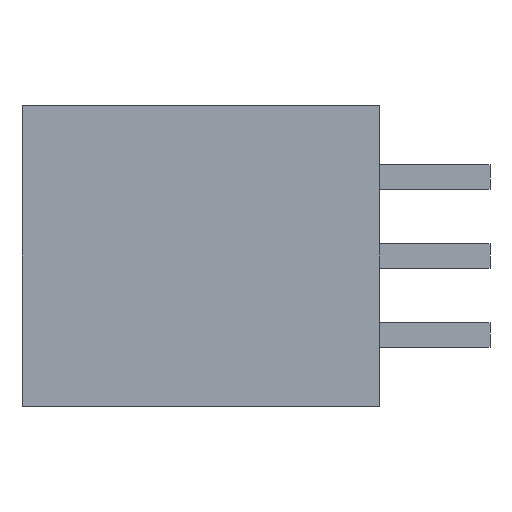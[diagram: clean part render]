
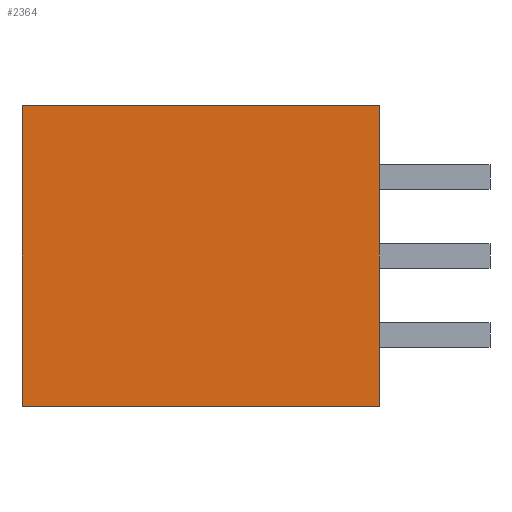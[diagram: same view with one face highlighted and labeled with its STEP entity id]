
A CAD part, left-side view. The second image highlights one B-rep face of the part: STEP entity #2364.
In plain terms, the highlighted planar face has unit normal (-1, 0, 0).
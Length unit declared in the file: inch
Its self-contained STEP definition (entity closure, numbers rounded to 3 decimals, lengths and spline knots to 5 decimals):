
#52 = VERTEX_POINT ( 'NONE', #2082 ) ;
#85 = DIRECTION ( 'NONE',  ( 0., 0., -1. ) ) ;
#260 = DIRECTION ( 'NONE',  ( 0., 0., 1. ) ) ;
#267 = AXIS2_PLACEMENT_3D ( 'NONE', #2713, #1386, #85 ) ;
#299 = EDGE_CURVE ( 'NONE', #2793, #52, #844, .T. ) ;
#374 = LINE ( 'NONE', #695, #2634 ) ;
#443 = LINE ( 'NONE', #547, #521 ) ;
#467 = VERTEX_POINT ( 'NONE', #2453 ) ;
#521 = VECTOR ( 'NONE', #2514, 39.37008 ) ;
#547 = CARTESIAN_POINT ( 'NONE',  ( -0.38, 0.189, -0.187 ) ) ;
#626 = ORIENTED_EDGE ( 'NONE', *, *, #2315, .T. ) ;
#695 = CARTESIAN_POINT ( 'NONE',  ( -0.38, -0.256, -0.187 ) ) ;
#805 = LINE ( 'NONE', #2015, #2403 ) ;
#844 = LINE ( 'NONE', #1130, #2459 ) ;
#1130 = CARTESIAN_POINT ( 'NONE',  ( -0.38, -0.256, 0.187 ) ) ;
#1178 = ORIENTED_EDGE ( 'NONE', *, *, #299, .T. ) ;
#1376 = PLANE ( 'NONE',  #267 ) ;
#1386 = DIRECTION ( 'NONE',  ( 1., 0., 0. ) ) ;
#1642 = VERTEX_POINT ( 'NONE', #2256 ) ;
#1708 = EDGE_CURVE ( 'NONE', #52, #1642, #443, .T. ) ;
#1779 = DIRECTION ( 'NONE',  ( 0., 1., 0. ) ) ;
#1866 = CARTESIAN_POINT ( 'NONE',  ( -0.38, -0.256, 0.187 ) ) ;
#1999 = DIRECTION ( 'NONE',  ( 0., -1., 0. ) ) ;
#2015 = CARTESIAN_POINT ( 'NONE',  ( -0.38, -0.256, -0.187 ) ) ;
#2082 = CARTESIAN_POINT ( 'NONE',  ( -0.38, 0.189, 0.187 ) ) ;
#2256 = CARTESIAN_POINT ( 'NONE',  ( -0.38, 0.189, -0.187 ) ) ;
#2271 = FACE_OUTER_BOUND ( 'NONE', #2342, .T. ) ;
#2272 = ORIENTED_EDGE ( 'NONE', *, *, #2554, .T. ) ;
#2315 = EDGE_CURVE ( 'NONE', #467, #2793, #805, .T. ) ;
#2342 = EDGE_LOOP ( 'NONE', ( #1178, #2584, #2272, #626 ) ) ;
#2364 = ADVANCED_FACE ( 'NONE', ( #2271 ), #1376, .F. ) ;
#2403 = VECTOR ( 'NONE', #260, 39.37008 ) ;
#2453 = CARTESIAN_POINT ( 'NONE',  ( -0.38, -0.256, -0.187 ) ) ;
#2459 = VECTOR ( 'NONE', #1779, 39.37008 ) ;
#2514 = DIRECTION ( 'NONE',  ( 0., 0., -1. ) ) ;
#2554 = EDGE_CURVE ( 'NONE', #1642, #467, #374, .T. ) ;
#2584 = ORIENTED_EDGE ( 'NONE', *, *, #1708, .T. ) ;
#2634 = VECTOR ( 'NONE', #1999, 39.37008 ) ;
#2713 = CARTESIAN_POINT ( 'NONE',  ( -0.38, 0., 0. ) ) ;
#2793 = VERTEX_POINT ( 'NONE', #1866 ) ;
